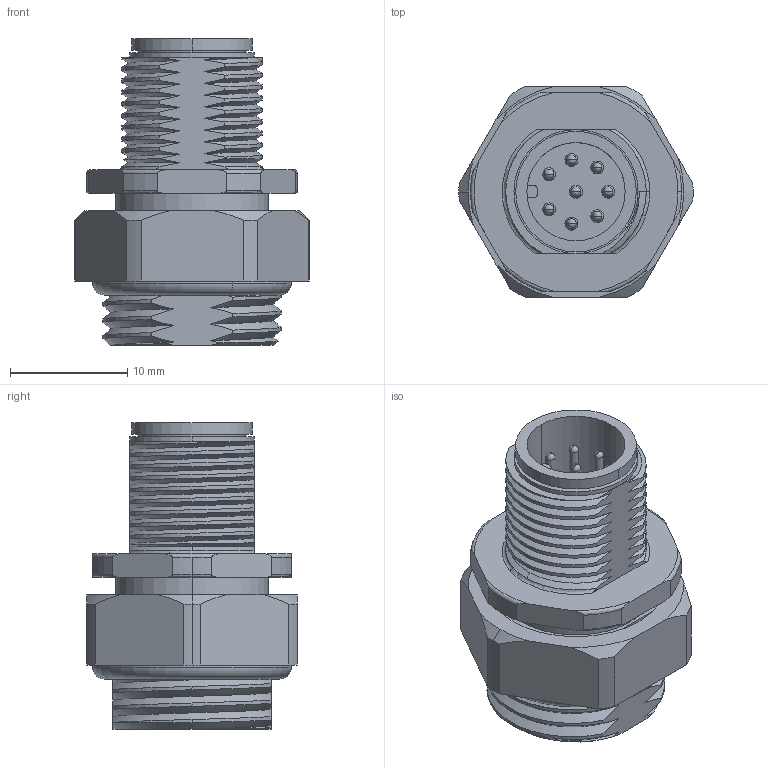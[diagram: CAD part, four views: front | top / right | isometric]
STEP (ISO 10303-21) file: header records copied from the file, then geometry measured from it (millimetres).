
FILE_DESCRIPTION(/* description */ (''),/* implementation_level */ '2;1');
FILE_NAME(/* name */ 'FEZ82-.stp',/* time_stamp */ '2022-03-31T16:13:12+08:00',/* author */ (''),/* organization */ (''),/* preprocessor_version */ 'ST-DEVELOPER v16',/* originating_system */ 'SIEMENS PLM Software NX 10.0',/* authorisation */ '');
FILE_SCHEMA (('AP203_CONFIGURATION_CONTROLLED_3D_DESIGN_OF_MECHANICAL_PARTS_AND_ASSEMBLIES_MIM_LF { 1 0 10303 403 2 1 2}'));
Length unit declared in the file: millimetre
Products named in the file (1): DELL7014D2DBlj7r
Bounding box: 20 x 18.01 x 26.2 mm (x, y, z)
Volume: 2600.6 mm3; surface area: 5357.1 mm2
Topology: 13 solids, 13 shells, 452 faces, 1175 edges, 754 vertices
Faces by surface type: cylinder 202, plane 107, bspline 66, torus 33, cone 28, sphere 16
Full cylindrical faces by diameter (mm): 0.8 x8, 1 x8, 1.1 x1
Entity records: 20713 total; most frequent: CARTESIAN_POINT 10218, ORIENTED_EDGE 2240, DIRECTION 1974, EDGE_CURVE 1120, AXIS2_PLACEMENT_3D 821, VERTEX_POINT 756, EDGE_LOOP 554, ADVANCED_FACE 452
